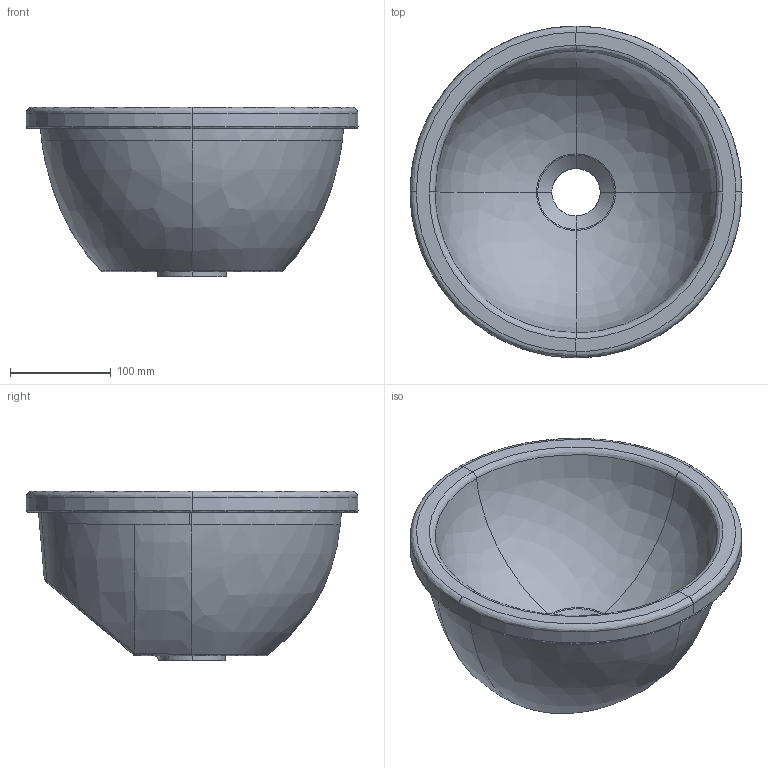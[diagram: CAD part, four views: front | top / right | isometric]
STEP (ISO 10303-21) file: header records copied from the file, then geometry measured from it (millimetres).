
FILE_DESCRIPTION(/* description */ (''),/* implementation_level */ '2;1');
FILE_NAME(/* name */ '618033_Loop_EB_Rund_33.stp',/* time_stamp */ '2018-11-15T06:55:22+01:00',/* author */ (''),/* organization */ (''),/* preprocessor_version */ 'ST-DEVELOPER v16',/* originating_system */ 'SIEMENS PLM Software NX 10.0',/* authorisation */ '');
FILE_SCHEMA (('AUTOMOTIVE_DESIGN { 1 0 10303 214 3 1 1 1 }'));
Length unit declared in the file: millimetre
Products named in the file (1): Sier1C5052CE7zn1
Bounding box: 330 x 330 x 168.48 mm (x, y, z)
Volume: 4285251.1 mm3; surface area: 321503.7 mm2
Topology: 1 solids, 1 shells, 108 faces, 274 edges, 164 vertices
Faces by surface type: bspline 73, plane 23, cylinder 8, cone 4
Entity records: 8136 total; most frequent: CARTESIAN_POINT 6271, ORIENTED_EDGE 544, EDGE_CURVE 272, B_SPLINE_CURVE_WITH_KNOTS 258, VERTEX_POINT 164, ADVANCED_FACE 108, FACE_OUTER_BOUND 108, EDGE_LOOP 108
